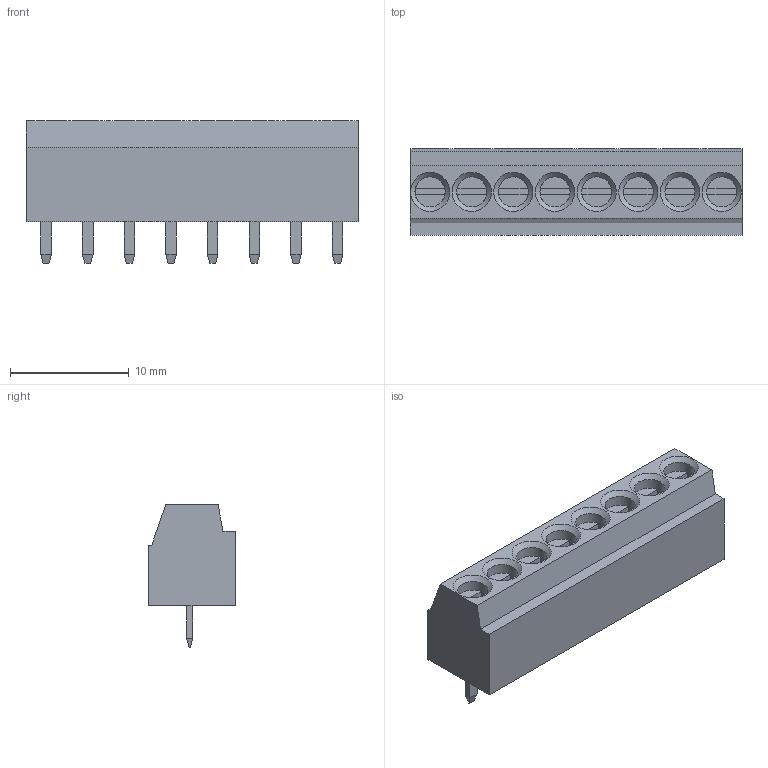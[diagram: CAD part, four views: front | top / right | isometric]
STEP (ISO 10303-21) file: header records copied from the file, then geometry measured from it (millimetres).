
FILE_DESCRIPTION(/* description */ ('STEP AP214'),/* implementation_level */ '2;1');
FILE_NAME(/* name */ '6004ac9ae4b2d615137e5d99',/* time_stamp */ '2021-01-17T21:31:06+00:00',/* author */ (''),/* organization */ (''),/* preprocessor_version */ 'ST-DEVELOPER v18.1',/* originating_system */ ' ',/* authorisation */ ' ');
FILE_SCHEMA (('AUTOMOTIVE_DESIGN {1 0 10303 214 3 1 1}'));
Length unit declared in the file: metre
Products named in the file (1): Part 1
Bounding box: 27.94 x 7.29 x 12.01 mm (x, y, z)
Volume: 1393.4 mm3; surface area: 1392.3 mm2
Topology: 1 solids, 1 shells, 210 faces, 488 edges, 304 vertices
Faces by surface type: plane 194, cone 8, cylinder 8
Full cylindrical faces by diameter (mm): 2.54 x8
Entity records: 6021 total; most frequent: CARTESIAN_POINT 955, DIRECTION 926, ORIENTED_EDGE 912, EDGE_CURVE 456, LINE 408, VECTOR 408, VERTEX_POINT 288, AXIS2_PLACEMENT_3D 259
